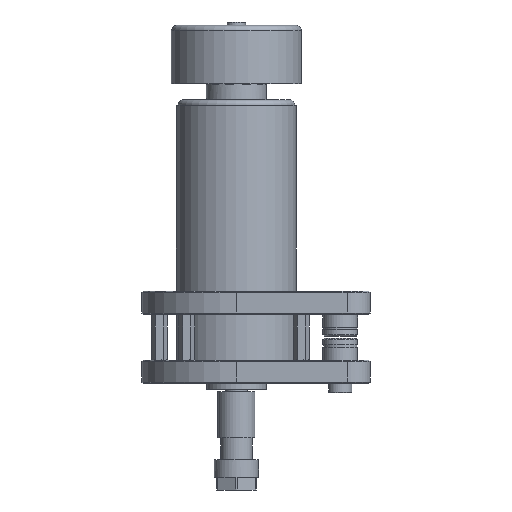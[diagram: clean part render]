
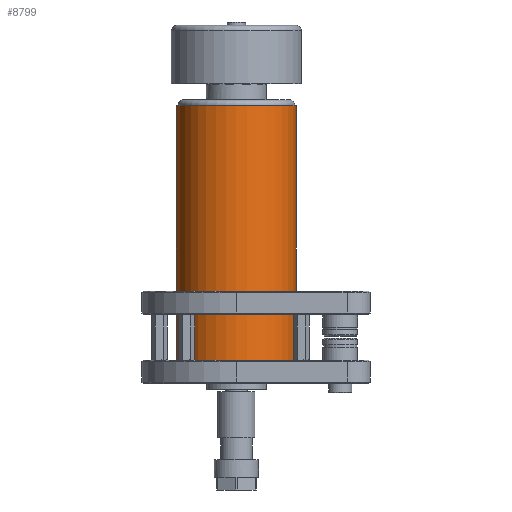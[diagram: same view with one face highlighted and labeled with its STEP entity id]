
A CAD part, left-side view. The second image highlights one B-rep face of the part: STEP entity #8799.
In plain terms, the highlighted cylindrical face has radius 26 mm (diameter 52 mm), a full revolution.
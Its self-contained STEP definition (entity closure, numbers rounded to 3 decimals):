
#886=FACE_OUTER_BOUND('',#1410,.T.);
#1410=EDGE_LOOP('',(#5861,#5862,#5863,#5864));
#2051=LINE('',#12916,#2594);
#2594=VECTOR('',#10518,26.);
#3174=CIRCLE('',#9470,26.);
#3175=CIRCLE('',#9471,26.);
#3585=VERTEX_POINT('',#12913);
#3586=VERTEX_POINT('',#12915);
#4476=EDGE_CURVE('',#3585,#3585,#3174,.T.);
#4477=EDGE_CURVE('',#3585,#3586,#2051,.T.);
#4478=EDGE_CURVE('',#3586,#3586,#3175,.T.);
#5861=ORIENTED_EDGE('',*,*,#4476,.F.);
#5862=ORIENTED_EDGE('',*,*,#4477,.T.);
#5863=ORIENTED_EDGE('',*,*,#4478,.T.);
#5864=ORIENTED_EDGE('',*,*,#4477,.F.);
#8495=CYLINDRICAL_SURFACE('',#9469,26.);
#8799=ADVANCED_FACE('',(#886),#8495,.T.);
#9469=AXIS2_PLACEMENT_3D('',#12912,#10514,#10515);
#9470=AXIS2_PLACEMENT_3D('',#12914,#10516,#10517);
#9471=AXIS2_PLACEMENT_3D('',#12917,#10519,#10520);
#10514=DIRECTION('center_axis',(0.,1.,0.));
#10515=DIRECTION('ref_axis',(-1.,0.,0.));
#10516=DIRECTION('center_axis',(0.,1.,0.));
#10517=DIRECTION('ref_axis',(-1.,0.,0.));
#10518=DIRECTION('',(0.,-1.,0.));
#10519=DIRECTION('center_axis',(0.,1.,0.));
#10520=DIRECTION('ref_axis',(-1.,0.,0.));
#12912=CARTESIAN_POINT('Origin',(0.,66.503,0.));
#12913=CARTESIAN_POINT('',(26.,30.22,0.));
#12914=CARTESIAN_POINT('Origin',(0.,30.22,
0.));
#12915=CARTESIAN_POINT('',(26.,-83.78,0.));
#12916=CARTESIAN_POINT('',(26.,66.503,0.));
#12917=CARTESIAN_POINT('Origin',(0.,-83.78,
0.));
